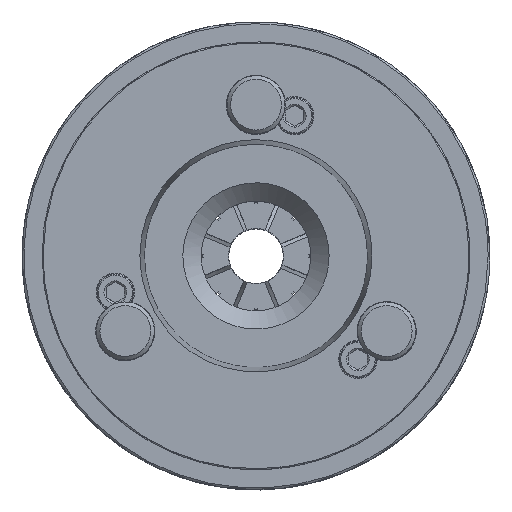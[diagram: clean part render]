
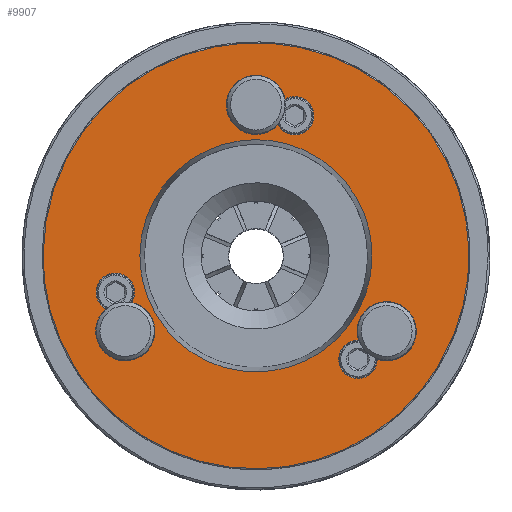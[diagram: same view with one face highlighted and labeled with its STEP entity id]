
A CAD part, top view. The second image highlights one B-rep face of the part: STEP entity #9907.
In plain terms, the highlighted free-form (B-spline) face has degree [1, 1] with [2, 2] control points.
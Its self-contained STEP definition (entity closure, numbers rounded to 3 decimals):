
#9870 = VERTEX_POINT('',#9871);
#9871 = CARTESIAN_POINT('',(-58.25,0.,48.45));
#9876 = EDGE_CURVE('',#9870,#9870,#9877,.T.);
#9877 = ( BOUNDED_CURVE() B_SPLINE_CURVE(2,(#9878,#9879,#9880,#9881,
    #9882,#9883,#9884,#9885,#9886),.UNSPECIFIED.,.T.,.F.) 
B_SPLINE_CURVE_WITH_KNOTS((3,2,2,2,3),(-3.142,-1.571,0.
,1.571,3.142),.UNSPECIFIED.) CURVE() 
GEOMETRIC_REPRESENTATION_ITEM() RATIONAL_B_SPLINE_CURVE((1.,
    0.707,1.,0.707,1.,0.707,1.,0.707
,1.)) REPRESENTATION_ITEM('') );
#9878 = CARTESIAN_POINT('',(-58.25,0.,48.45));
#9879 = CARTESIAN_POINT('',(-58.25,58.25,48.45));
#9880 = CARTESIAN_POINT('',(0.,58.25,48.45));
#9881 = CARTESIAN_POINT('',(58.25,58.25,48.45));
#9882 = CARTESIAN_POINT('',(58.25,0.,48.45));
#9883 = CARTESIAN_POINT('',(58.25,-58.25,48.45));
#9884 = CARTESIAN_POINT('',(0.,-58.25,48.45));
#9885 = CARTESIAN_POINT('',(-58.25,-58.25,48.45));
#9886 = CARTESIAN_POINT('',(-58.25,0.,48.45));
#9907 = ADVANCED_FACE('',(#9908,#9911,#9947,#9983,#9999),#10035,.T.);
#9908 = FACE_BOUND('',#9909,.T.);
#9909 = EDGE_LOOP('',(#9910));
#9910 = ORIENTED_EDGE('',*,*,#9876,.F.);
#9911 = FACE_BOUND('',#9912,.T.);
#9912 = EDGE_LOOP('',(#9913,#9929,#9939));
#9913 = ORIENTED_EDGE('',*,*,#9914,.T.);
#9914 = EDGE_CURVE('',#9915,#9917,#9919,.T.);
#9915 = VERTEX_POINT('',#9916);
#9916 = CARTESIAN_POINT('',(-41.081,-14.544,48.45));
#9917 = VERTEX_POINT('',#9918);
#9918 = CARTESIAN_POINT('',(-34.005,-12.727,48.45));
#9919 = ( BOUNDED_CURVE() B_SPLINE_CURVE(2,(#9920,#9921,#9922,#9923,
    #9924,#9925,#9926,#9927,#9928),.UNSPECIFIED.,.F.,.F.) 
B_SPLINE_CURVE_WITH_KNOTS((3,2,2,2,3),(1.042,2.228,
3.414,4.6,5.786),.UNSPECIFIED.) CURVE() 
GEOMETRIC_REPRESENTATION_ITEM() RATIONAL_B_SPLINE_CURVE((1.,
    0.829,1.,0.829,1.,0.829,1.,0.829,1.)
) REPRESENTATION_ITEM('') );
#9920 = CARTESIAN_POINT('',(-41.081,-14.544,48.45));
#9921 = CARTESIAN_POINT('',(-44.155,-12.791,48.45));
#9922 = CARTESIAN_POINT('',(-43.684,-9.284,48.45));
#9923 = CARTESIAN_POINT('',(-43.213,-5.778,48.45));
#9924 = CARTESIAN_POINT('',(-39.786,-4.898,48.45));
#9925 = CARTESIAN_POINT('',(-36.36,-4.018,48.45));
#9926 = CARTESIAN_POINT('',(-34.258,-6.864,48.45));
#9927 = CARTESIAN_POINT('',(-32.156,-9.71,48.45));
#9928 = CARTESIAN_POINT('',(-34.005,-12.727,48.45));
#9929 = ORIENTED_EDGE('',*,*,#9930,.T.);
#9930 = EDGE_CURVE('',#9917,#9931,#9933,.T.);
#9931 = VERTEX_POINT('',#9932);
#9932 = CARTESIAN_POINT('',(-31.695,-27.652,48.45));
#9933 = ( BOUNDED_CURVE() B_SPLINE_CURVE(2,(#9934,#9935,#9936,#9937,
#9938),.UNSPECIFIED.,.F.,.F.) B_SPLINE_CURVE_WITH_KNOTS((3,2,3),(
-5.543,-4.342,-3.142),.UNSPECIFIED.) CURVE() 
GEOMETRIC_REPRESENTATION_ITEM() RATIONAL_B_SPLINE_CURVE((1.,
0.825,1.,0.825,1.)) REPRESENTATION_ITEM('') );
#9934 = CARTESIAN_POINT('',(-34.005,-12.727,48.45));
#9935 = CARTESIAN_POINT('',(-28.589,-13.918,48.45));
#9936 = CARTESIAN_POINT('',(-27.74,-19.399,48.45));
#9937 = CARTESIAN_POINT('',(-26.892,-24.879,48.45));
#9938 = CARTESIAN_POINT('',(-31.695,-27.652,48.45));
#9939 = ORIENTED_EDGE('',*,*,#9940,.T.);
#9940 = EDGE_CURVE('',#9931,#9915,#9941,.T.);
#9941 = ( BOUNDED_CURVE() B_SPLINE_CURVE(2,(#9942,#9943,#9944,#9945,
#9946),.UNSPECIFIED.,.F.,.F.) B_SPLINE_CURVE_WITH_KNOTS((3,2,3),(
-3.142,-1.669,-0.196),.UNSPECIFIED.) CURVE() 
GEOMETRIC_REPRESENTATION_ITEM() RATIONAL_B_SPLINE_CURVE((1.,
0.741,1.,0.741,1.)) REPRESENTATION_ITEM('') );
#9942 = CARTESIAN_POINT('',(-31.695,-27.652,48.45));
#9943 = CARTESIAN_POINT('',(-38.055,-31.324,48.45));
#9944 = CARTESIAN_POINT('',(-42.331,-25.353,48.45));
#9945 = CARTESIAN_POINT('',(-46.607,-19.382,48.45));
#9946 = CARTESIAN_POINT('',(-41.081,-14.544,48.45));
#9947 = FACE_BOUND('',#9948,.T.);
#9948 = EDGE_LOOP('',(#9949,#9965,#9975));
#9949 = ORIENTED_EDGE('',*,*,#9950,.T.);
#9950 = EDGE_CURVE('',#9951,#9953,#9955,.T.);
#9951 = VERTEX_POINT('',#9952);
#9952 = CARTESIAN_POINT('',(7.946,42.849,48.45));
#9953 = VERTEX_POINT('',#9954);
#9954 = CARTESIAN_POINT('',(5.981,35.812,48.45));
#9955 = ( BOUNDED_CURVE() B_SPLINE_CURVE(2,(#9956,#9957,#9958,#9959,
    #9960,#9961,#9962,#9963,#9964),.UNSPECIFIED.,.F.,.F.) 
B_SPLINE_CURVE_WITH_KNOTS((3,2,2,2,3),(1.042,2.228,
3.414,4.6,5.786),.UNSPECIFIED.) CURVE() 
GEOMETRIC_REPRESENTATION_ITEM() RATIONAL_B_SPLINE_CURVE((1.,
    0.829,1.,0.829,1.,0.829,1.,0.829,1.)
) REPRESENTATION_ITEM('') );
#9956 = CARTESIAN_POINT('',(7.946,42.849,48.45));
#9957 = CARTESIAN_POINT('',(11.,44.635,48.45));
#9958 = CARTESIAN_POINT('',(13.801,42.474,48.45));
#9959 = CARTESIAN_POINT('',(16.603,40.313,48.45));
#9960 = CARTESIAN_POINT('',(15.651,36.905,48.45));
#9961 = CARTESIAN_POINT('',(14.7,33.497,48.45));
#9962 = CARTESIAN_POINT('',(11.184,33.1,48.45));
#9963 = CARTESIAN_POINT('',(7.669,32.703,48.45));
#9964 = CARTESIAN_POINT('',(5.981,35.812,48.45));
#9965 = ORIENTED_EDGE('',*,*,#9966,.T.);
#9966 = EDGE_CURVE('',#9953,#9967,#9969,.T.);
#9967 = VERTEX_POINT('',#9968);
#9968 = CARTESIAN_POINT('',(-8.1,41.275,48.45));
#9969 = ( BOUNDED_CURVE() B_SPLINE_CURVE(2,(#9970,#9971,#9972,#9973,
#9974),.UNSPECIFIED.,.F.,.F.) B_SPLINE_CURVE_WITH_KNOTS((3,2,3),(
-5.543,-4.342,-3.142),.UNSPECIFIED.) CURVE() 
GEOMETRIC_REPRESENTATION_ITEM() RATIONAL_B_SPLINE_CURVE((1.,
0.825,1.,0.825,1.)) REPRESENTATION_ITEM('') );
#9970 = CARTESIAN_POINT('',(5.981,35.812,48.45));
#9971 = CARTESIAN_POINT('',(2.241,31.718,48.45));
#9972 = CARTESIAN_POINT('',(-2.93,33.723,48.45));
#9973 = CARTESIAN_POINT('',(-8.1,35.729,48.45));
#9974 = CARTESIAN_POINT('',(-8.1,41.275,48.45));
#9975 = ORIENTED_EDGE('',*,*,#9976,.T.);
#9976 = EDGE_CURVE('',#9967,#9951,#9977,.T.);
#9977 = ( BOUNDED_CURVE() B_SPLINE_CURVE(2,(#9978,#9979,#9980,#9981,
#9982),.UNSPECIFIED.,.F.,.F.) B_SPLINE_CURVE_WITH_KNOTS((3,2,3),(
-3.142,-1.669,-0.196),.UNSPECIFIED.) CURVE() 
GEOMETRIC_REPRESENTATION_ITEM() RATIONAL_B_SPLINE_CURVE((1.,
0.741,1.,0.741,1.)) REPRESENTATION_ITEM('') );
#9978 = CARTESIAN_POINT('',(-8.1,41.275,48.45));
#9979 = CARTESIAN_POINT('',(-8.1,48.619,48.45));
#9980 = CARTESIAN_POINT('',(-0.791,49.336,48.45));
#9981 = CARTESIAN_POINT('',(6.518,50.053,48.45));
#9982 = CARTESIAN_POINT('',(7.946,42.849,48.45));
#9983 = FACE_BOUND('',#9984,.T.);
#9984 = EDGE_LOOP('',(#9985));
#9985 = ORIENTED_EDGE('',*,*,#9986,.T.);
#9986 = EDGE_CURVE('',#9987,#9987,#9989,.T.);
#9987 = VERTEX_POINT('',#9988);
#9988 = CARTESIAN_POINT('',(-31.757,0.,48.45));
#9989 = ( BOUNDED_CURVE() B_SPLINE_CURVE(2,(#9990,#9991,#9992,#9993,
    #9994,#9995,#9996,#9997,#9998),.UNSPECIFIED.,.T.,.F.) 
B_SPLINE_CURVE_WITH_KNOTS((3,2,2,2,3),(-3.142,-1.571,0.
,1.571,3.142),.UNSPECIFIED.) CURVE() 
GEOMETRIC_REPRESENTATION_ITEM() RATIONAL_B_SPLINE_CURVE((1.,
    0.707,1.,0.707,1.,0.707,1.,0.707
,1.)) REPRESENTATION_ITEM('') );
#9990 = CARTESIAN_POINT('',(-31.757,0.,48.45));
#9991 = CARTESIAN_POINT('',(-31.757,31.757,48.45));
#9992 = CARTESIAN_POINT('',(0.,31.757,48.45));
#9993 = CARTESIAN_POINT('',(31.757,31.757,48.45));
#9994 = CARTESIAN_POINT('',(31.757,0.,48.45));
#9995 = CARTESIAN_POINT('',(31.757,-31.757,48.45));
#9996 = CARTESIAN_POINT('',(0.,-31.757,48.45));
#9997 = CARTESIAN_POINT('',(-31.757,-31.757,48.45));
#9998 = CARTESIAN_POINT('',(-31.757,0.,48.45));
#9999 = FACE_BOUND('',#10000,.T.);
#10000 = EDGE_LOOP('',(#10001,#10017,#10027));
#10001 = ORIENTED_EDGE('',*,*,#10002,.T.);
#10002 = EDGE_CURVE('',#10003,#10005,#10007,.T.);
#10003 = VERTEX_POINT('',#10004);
#10004 = CARTESIAN_POINT('',(33.136,-28.306,48.45));
#10005 = VERTEX_POINT('',#10006);
#10006 = CARTESIAN_POINT('',(28.024,-23.086,48.45));
#10007 = ( BOUNDED_CURVE() B_SPLINE_CURVE(2,(#10008,#10009,#10010,#10011
    ,#10012,#10013,#10014,#10015,#10016),.UNSPECIFIED.,.F.,.F.) 
B_SPLINE_CURVE_WITH_KNOTS((3,2,2,2,3),(1.042,2.228,
3.414,4.6,5.786),.UNSPECIFIED.) CURVE() 
GEOMETRIC_REPRESENTATION_ITEM() RATIONAL_B_SPLINE_CURVE((1.,
    0.829,1.,0.829,1.,0.829,1.,0.829,1.)
) REPRESENTATION_ITEM('') );
#10008 = CARTESIAN_POINT('',(33.136,-28.306,48.45));
#10009 = CARTESIAN_POINT('',(33.155,-31.844,48.45));
#10010 = CARTESIAN_POINT('',(29.883,-33.189,48.45));
#10011 = CARTESIAN_POINT('',(26.61,-34.535,48.45));
#10012 = CARTESIAN_POINT('',(24.135,-32.007,48.45));
#10013 = CARTESIAN_POINT('',(21.66,-29.479,48.45));
#10014 = CARTESIAN_POINT('',(23.073,-26.236,48.45));
#10015 = CARTESIAN_POINT('',(24.487,-22.993,48.45));
#10016 = CARTESIAN_POINT('',(28.024,-23.086,48.45));
#10017 = ORIENTED_EDGE('',*,*,#10018,.T.);
#10018 = EDGE_CURVE('',#10005,#10019,#10021,.T.);
#10019 = VERTEX_POINT('',#10020);
#10020 = CARTESIAN_POINT('',(39.795,-13.623,48.45));
#10021 = ( BOUNDED_CURVE() B_SPLINE_CURVE(2,(#10022,#10023,#10024,#10025
,#10026),.UNSPECIFIED.,.F.,.F.) B_SPLINE_CURVE_WITH_KNOTS((3,2,3),(
-5.543,-4.342,-3.142),.UNSPECIFIED.) CURVE() 
GEOMETRIC_REPRESENTATION_ITEM() RATIONAL_B_SPLINE_CURVE((1.,
0.825,1.,0.825,1.)) REPRESENTATION_ITEM('') );
#10022 = CARTESIAN_POINT('',(28.024,-23.086,48.45));
#10023 = CARTESIAN_POINT('',(26.348,-17.799,48.45));
#10024 = CARTESIAN_POINT('',(30.67,-14.325,48.45));
#10025 = CARTESIAN_POINT('',(34.992,-10.85,48.45));
#10026 = CARTESIAN_POINT('',(39.795,-13.623,48.45));
#10027 = ORIENTED_EDGE('',*,*,#10028,.T.);
#10028 = EDGE_CURVE('',#10019,#10003,#10029,.T.);
#10029 = ( BOUNDED_CURVE() B_SPLINE_CURVE(2,(#10030,#10031,#10032,#10033
,#10034),.UNSPECIFIED.,.F.,.F.) B_SPLINE_CURVE_WITH_KNOTS((3,2,3),(
-3.142,-1.669,-0.196),.UNSPECIFIED.) CURVE() 
GEOMETRIC_REPRESENTATION_ITEM() RATIONAL_B_SPLINE_CURVE((1.,
0.741,1.,0.741,1.)) REPRESENTATION_ITEM('') );
#10030 = CARTESIAN_POINT('',(39.795,-13.623,48.45));
#10031 = CARTESIAN_POINT('',(46.155,-17.295,48.45));
#10032 = CARTESIAN_POINT('',(43.122,-23.983,48.45));
#10033 = CARTESIAN_POINT('',(40.089,-30.672,48.45));
#10034 = CARTESIAN_POINT('',(33.136,-28.306,48.45));
#10035 = B_SPLINE_SURFACE_WITH_KNOTS('',1,1,(
    (#10036,#10037)
    ,(#10038,#10039
    )),.UNSPECIFIED.,.F.,.F.,.F.,(2,2),(2,2),(-5.826,5.826),(-5.826,
    5.826),.PIECEWISE_BEZIER_KNOTS.);
#10036 = CARTESIAN_POINT('',(58.26,58.26,48.45));
#10037 = CARTESIAN_POINT('',(58.26,-58.26,48.45));
#10038 = CARTESIAN_POINT('',(-58.26,58.26,48.45));
#10039 = CARTESIAN_POINT('',(-58.26,-58.26,48.45));
